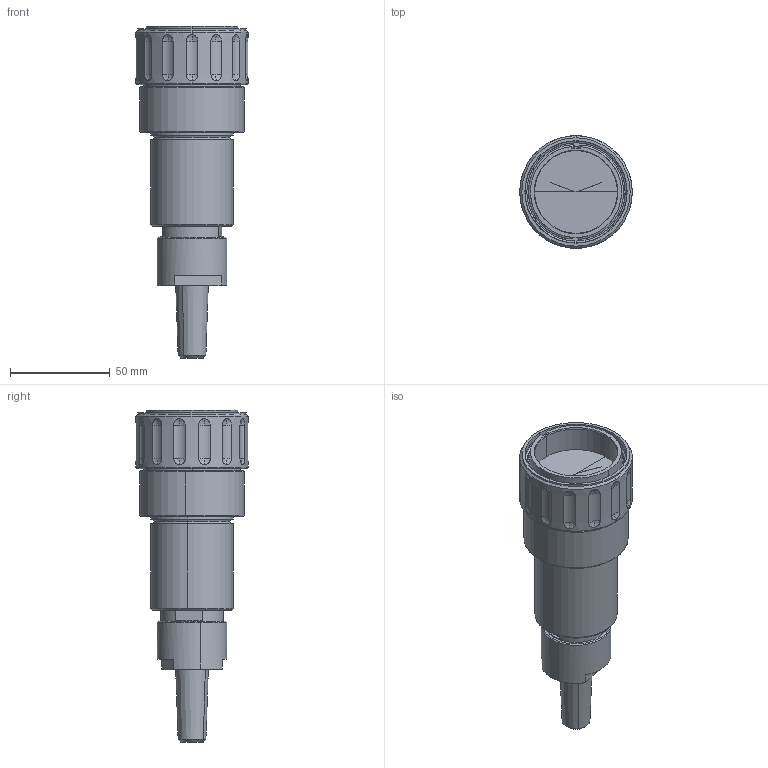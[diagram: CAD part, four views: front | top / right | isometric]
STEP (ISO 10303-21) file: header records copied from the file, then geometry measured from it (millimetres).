
FILE_DESCRIPTION (( 'STEP AP203' ), '1' );
FILE_NAME ('Size 31 Threaded Body.STEP', '2019-04-16T21:18:57', ( '' ), ( '' ), 'SwSTEP 2.0', 'SolidWorks 2019', '' );
FILE_SCHEMA (( 'CONFIG_CONTROL_DESIGN' ));
Length unit declared in the file: inch
Products named in the file (1): Size 31 Threaded Body
Bounding box: 56.39 x 56.39 x 166.39 mm (x, y, z)
Volume: 195257.6 mm3; surface area: 32156.6 mm2
Topology: 1 solids, 1 shells, 170 faces, 407 edges, 261 vertices
Faces by surface type: sphere 56, cylinder 52, plane 28, cone 21, torus 10, bspline 3
Entity records: 6766 total; most frequent: CARTESIAN_POINT 2764, DIRECTION 847, ORIENTED_EDGE 810, EDGE_CURVE 405, AXIS2_PLACEMENT_3D 363, VERTEX_POINT 261, CIRCLE 195, EDGE_LOOP 194
